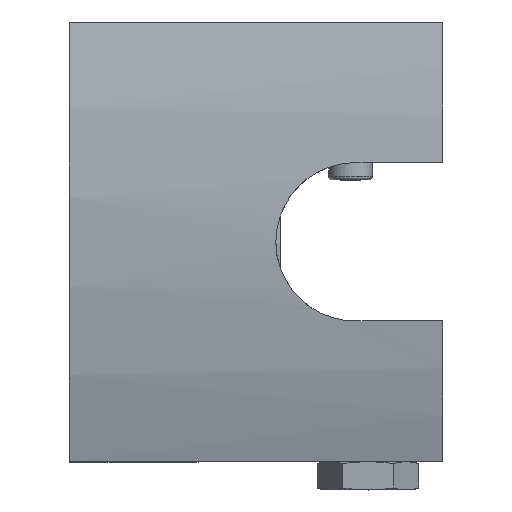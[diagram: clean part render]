
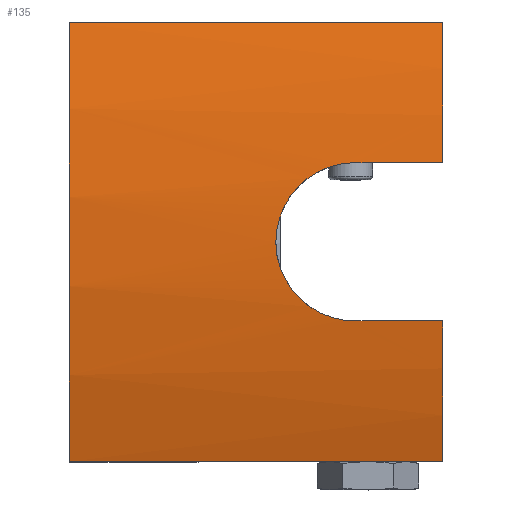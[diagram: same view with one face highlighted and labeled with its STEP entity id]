
A CAD part, top view. The second image highlights one B-rep face of the part: STEP entity #135.
In plain terms, the highlighted cylindrical face has radius 86 mm (diameter 172 mm), a partial arc.
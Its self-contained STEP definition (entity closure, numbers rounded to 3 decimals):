
#63=FACE_OUTER_BOUND('',#276,.T.);
#118=CYLINDRICAL_SURFACE('',#1089,86.);
#135=ADVANCED_FACE('',(#63),#118,.T.);
#225=CIRCLE('',#1079,86.);
#229=CIRCLE('',#1085,86.);
#230=CIRCLE('',#1087,86.);
#276=EDGE_LOOP('',(#424,#425,#426,#427,#428,#429,#430,#431));
#338=B_SPLINE_CURVE_WITH_KNOTS('',3,(#1613,#1614,#1615,#1616,#1617,#1618,
#1619,#1620,#1621,#1622),.UNSPECIFIED.,.F.,.F.,(4,2,2,2,4),(0.,0.25,0.5,
0.75,1.),.UNSPECIFIED.);
#424=ORIENTED_EDGE('',*,*,#829,.F.);
#425=ORIENTED_EDGE('',*,*,#830,.F.);
#426=ORIENTED_EDGE('',*,*,#831,.F.);
#427=ORIENTED_EDGE('',*,*,#828,.T.);
#428=ORIENTED_EDGE('',*,*,#832,.F.);
#429=ORIENTED_EDGE('',*,*,#816,.F.);
#430=ORIENTED_EDGE('',*,*,#802,.F.);
#431=ORIENTED_EDGE('',*,*,#825,.T.);
#702=VERTEX_POINT('',#1513);
#703=VERTEX_POINT('',#1515);
#714=VERTEX_POINT('',#1573);
#722=VERTEX_POINT('',#1602);
#723=VERTEX_POINT('',#1606);
#724=VERTEX_POINT('',#1608);
#725=VERTEX_POINT('',#1612);
#726=VERTEX_POINT('',#1623);
#802=EDGE_CURVE('',#702,#703,#954,.T.);
#816=EDGE_CURVE('',#703,#714,#225,.T.);
#825=EDGE_CURVE('',#702,#722,#229,.T.);
#828=EDGE_CURVE('',#723,#724,#230,.T.);
#829=EDGE_CURVE('',#725,#722,#964,.T.);
#830=EDGE_CURVE('',#726,#725,#338,.T.);
#831=EDGE_CURVE('',#723,#726,#965,.T.);
#832=EDGE_CURVE('',#714,#724,#966,.T.);
#954=LINE('',#1514,#1015);
#964=LINE('',#1611,#1025);
#965=LINE('',#1624,#1026);
#966=LINE('',#1625,#1027);
#1015=VECTOR('',#1187,1.);
#1025=VECTOR('',#1239,1.);
#1026=VECTOR('',#1240,1.);
#1027=VECTOR('',#1241,1.);
#1079=AXIS2_PLACEMENT_3D('',#1576,#1213,#1214);
#1085=AXIS2_PLACEMENT_3D('',#1603,#1229,#1230);
#1087=AXIS2_PLACEMENT_3D('',#1609,#1235,#1236);
#1089=AXIS2_PLACEMENT_3D('',#1626,#1242,#1243);
#1187=DIRECTION('',(-1.,0.,0.));
#1213=DIRECTION('',(-1.,0.,0.));
#1214=DIRECTION('',(0.,1.,0.));
#1229=DIRECTION('',(-1.,0.,0.));
#1230=DIRECTION('',(0.,1.,0.));
#1235=DIRECTION('',(-1.,0.,0.));
#1236=DIRECTION('',(0.,1.,0.));
#1239=DIRECTION('',(1.,0.,0.));
#1240=DIRECTION('',(-1.,0.,0.));
#1241=DIRECTION('',(1.,0.,0.));
#1242=DIRECTION('',(-1.,0.,0.));
#1243=DIRECTION('',(0.,1.,0.));
#1513=CARTESIAN_POINT('',(27.767,-25.,7.286));
#1514=CARTESIAN_POINT('',(-14.733,-25.,7.286));
#1515=CARTESIAN_POINT('',(-14.733,-25.,7.286));
#1573=CARTESIAN_POINT('',(-14.733,25.,7.286));
#1576=CARTESIAN_POINT('',(-14.733,0.,-75.));
#1602=CARTESIAN_POINT('',(27.767,-9.,10.528));
#1603=CARTESIAN_POINT('',(27.767,0.,-75.));
#1606=CARTESIAN_POINT('',(27.767,9.,10.528));
#1608=CARTESIAN_POINT('',(27.767,25.,7.286));
#1609=CARTESIAN_POINT('',(27.767,0.,-75.));
#1611=CARTESIAN_POINT('',(-14.733,-9.,10.528));
#1612=CARTESIAN_POINT('',(17.767,-9.,10.528));
#1613=CARTESIAN_POINT('',(17.767,9.,10.528));
#1614=CARTESIAN_POINT('',(15.387,9.,10.528));
#1615=CARTESIAN_POINT('',(13.062,8.023,10.641));
#1616=CARTESIAN_POINT('',(9.743,4.705,10.887));
#1617=CARTESIAN_POINT('',(8.768,2.356,11.));
#1618=CARTESIAN_POINT('',(8.765,-2.343,11.));
#1619=CARTESIAN_POINT('',(9.719,-4.678,10.889));
#1620=CARTESIAN_POINT('',(13.078,-8.041,10.64));
#1621=CARTESIAN_POINT('',(15.387,-9.,10.528));
#1622=CARTESIAN_POINT('',(17.767,-9.,10.528));
#1623=CARTESIAN_POINT('',(17.767,9.,10.528));
#1624=CARTESIAN_POINT('',(-14.733,9.,10.528));
#1625=CARTESIAN_POINT('',(-14.733,25.,7.286));
#1626=CARTESIAN_POINT('',(-14.733,0.,-75.));
